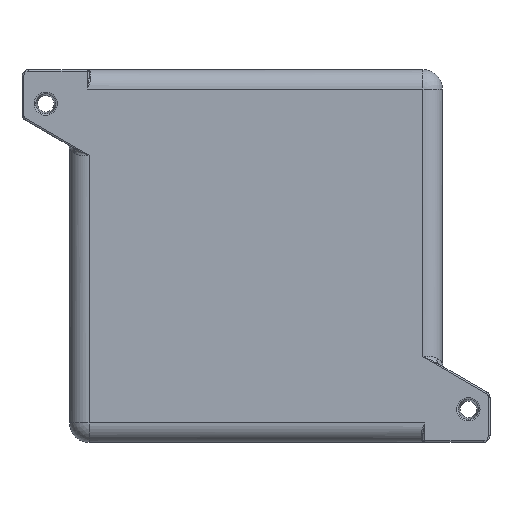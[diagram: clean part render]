
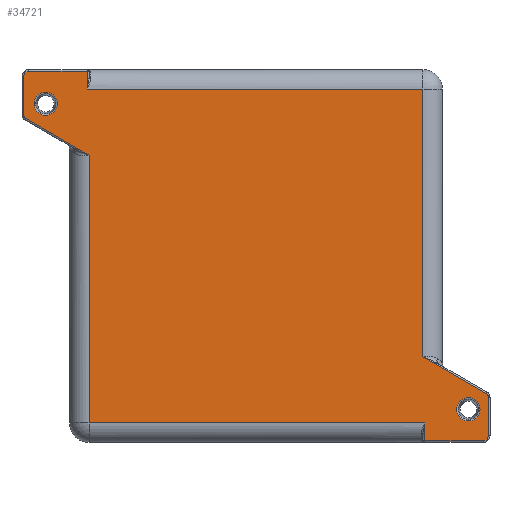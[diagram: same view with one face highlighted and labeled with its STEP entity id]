
A CAD part, front view. The second image highlights one B-rep face of the part: STEP entity #34721.
In plain terms, the highlighted planar face has unit normal (0, -1, 0).
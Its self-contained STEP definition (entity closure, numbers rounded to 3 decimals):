
#2555=LINE('',#49709,#4472);
#2557=LINE('',#49716,#4474);
#2563=LINE('',#49855,#4480);
#2566=LINE('',#49933,#4483);
#2576=LINE('',#50093,#4493);
#2582=LINE('',#50107,#4499);
#2583=LINE('',#50109,#4500);
#2584=LINE('',#50111,#4501);
#2585=LINE('',#50113,#4502);
#2586=LINE('',#50117,#4503);
#2587=LINE('',#50121,#4504);
#2588=LINE('',#50122,#4505);
#4472=VECTOR('',#40568,0.394);
#4474=VECTOR('',#40576,0.394);
#4480=VECTOR('',#40600,0.394);
#4483=VECTOR('',#40629,0.394);
#4493=VECTOR('',#40671,0.394);
#4499=VECTOR('',#40683,0.394);
#4500=VECTOR('',#40684,0.394);
#4501=VECTOR('',#40685,0.394);
#4502=VECTOR('',#40686,0.394);
#4503=VECTOR('',#40689,0.394);
#4504=VECTOR('',#40692,0.394);
#4505=VECTOR('',#40693,0.394);
#6379=PLANE('',#36996);
#7360=FACE_BOUND('',#9998,.T.);
#7361=FACE_BOUND('',#9999,.T.);
#7557=ELLIPSE('',#36972,0.094,0.094);
#7558=ELLIPSE('',#36974,0.094,0.094);
#7564=ELLIPSE('',#36997,0.094,0.094);
#7565=ELLIPSE('',#36998,0.094,0.094);
#7820=FACE_OUTER_BOUND('',#9997,.T.);
#9997=EDGE_LOOP('',(#23726,#23727,#23728,#23729,#23730,#23731,#23732,#23733,
#23734,#23735,#23736,#23737,#23738,#23739,#23740,#23741));
#9998=EDGE_LOOP('',(#23742));
#9999=EDGE_LOOP('',(#23743));
#12304=CIRCLE('',#36999,0.223);
#12305=CIRCLE('',#37000,0.223);
#14401=VERTEX_POINT('',#49611);
#14408=VERTEX_POINT('',#49708);
#14410=VERTEX_POINT('',#49714);
#14420=VERTEX_POINT('',#49833);
#14422=VERTEX_POINT('',#49853);
#14426=VERTEX_POINT('',#49897);
#14427=VERTEX_POINT('',#49899);
#14428=VERTEX_POINT('',#49927);
#14445=VERTEX_POINT('',#50106);
#14446=VERTEX_POINT('',#50108);
#14447=VERTEX_POINT('',#50110);
#14448=VERTEX_POINT('',#50112);
#14449=VERTEX_POINT('',#50114);
#14450=VERTEX_POINT('',#50116);
#14451=VERTEX_POINT('',#50118);
#14452=VERTEX_POINT('',#50120);
#14453=VERTEX_POINT('',#50123);
#14454=VERTEX_POINT('',#50125);
#18026=EDGE_CURVE('',#14401,#14408,#2555,.T.);
#18030=EDGE_CURVE('',#14410,#14401,#2557,.T.);
#18046=EDGE_CURVE('',#14422,#14420,#2563,.T.);
#18053=EDGE_CURVE('',#14426,#14427,#7557,.T.);
#18055=EDGE_CURVE('',#14408,#14428,#7558,.T.);
#18058=EDGE_CURVE('',#14428,#14426,#2566,.T.);
#18081=EDGE_CURVE('',#14427,#14422,#2576,.T.);
#18088=EDGE_CURVE('',#14420,#14445,#2582,.T.);
#18089=EDGE_CURVE('',#14446,#14410,#2583,.T.);
#18090=EDGE_CURVE('',#14447,#14446,#2584,.T.);
#18091=EDGE_CURVE('',#14448,#14447,#2585,.T.);
#18092=EDGE_CURVE('',#14449,#14448,#7564,.T.);
#18093=EDGE_CURVE('',#14450,#14449,#2586,.T.);
#18094=EDGE_CURVE('',#14451,#14450,#7565,.T.);
#18095=EDGE_CURVE('',#14452,#14451,#2587,.T.);
#18096=EDGE_CURVE('',#14445,#14452,#2588,.T.);
#18097=EDGE_CURVE('',#14453,#14453,#12304,.T.);
#18098=EDGE_CURVE('',#14454,#14454,#12305,.T.);
#23726=ORIENTED_EDGE('',*,*,#18088,.F.);
#23727=ORIENTED_EDGE('',*,*,#18046,.F.);
#23728=ORIENTED_EDGE('',*,*,#18081,.F.);
#23729=ORIENTED_EDGE('',*,*,#18053,.F.);
#23730=ORIENTED_EDGE('',*,*,#18058,.F.);
#23731=ORIENTED_EDGE('',*,*,#18055,.F.);
#23732=ORIENTED_EDGE('',*,*,#18026,.F.);
#23733=ORIENTED_EDGE('',*,*,#18030,.F.);
#23734=ORIENTED_EDGE('',*,*,#18089,.F.);
#23735=ORIENTED_EDGE('',*,*,#18090,.F.);
#23736=ORIENTED_EDGE('',*,*,#18091,.F.);
#23737=ORIENTED_EDGE('',*,*,#18092,.F.);
#23738=ORIENTED_EDGE('',*,*,#18093,.F.);
#23739=ORIENTED_EDGE('',*,*,#18094,.F.);
#23740=ORIENTED_EDGE('',*,*,#18095,.F.);
#23741=ORIENTED_EDGE('',*,*,#18096,.F.);
#23742=ORIENTED_EDGE('',*,*,#18097,.F.);
#23743=ORIENTED_EDGE('',*,*,#18098,.F.);
#34721=ADVANCED_FACE('',(#7820,#7360,#7361),#6379,.T.);
#36972=AXIS2_PLACEMENT_3D('',#49900,#40617,#40618);
#36974=AXIS2_PLACEMENT_3D('',#49928,#40621,#40622);
#36996=AXIS2_PLACEMENT_3D('',#50105,#40681,#40682);
#36997=AXIS2_PLACEMENT_3D('',#50115,#40687,#40688);
#36998=AXIS2_PLACEMENT_3D('',#50119,#40690,#40691);
#36999=AXIS2_PLACEMENT_3D('',#50124,#40694,#40695);
#37000=AXIS2_PLACEMENT_3D('',#50126,#40696,#40697);
#40568=DIRECTION('',(-0.866,0.,0.5));
#40576=DIRECTION('',(0.,0.,1.));
#40600=DIRECTION('',(0.,0.,-1.));
#40617=DIRECTION('center_axis',(0.,1.,0.));
#40618=DIRECTION('ref_axis',(-0.707,0.,0.707));
#40621=DIRECTION('center_axis',(0.,1.,0.));
#40622=DIRECTION('ref_axis',(-0.866,0.,-0.5));
#40629=DIRECTION('',(0.,0.,1.));
#40671=DIRECTION('',(1.,0.,0.));
#40681=DIRECTION('center_axis',(0.,-1.,0.));
#40682=DIRECTION('ref_axis',(1.,0.,0.));
#40683=DIRECTION('',(1.,0.,0.));
#40684=DIRECTION('',(-1.,0.,0.));
#40685=DIRECTION('',(0.,0.,1.));
#40686=DIRECTION('',(-1.,0.,0.));
#40687=DIRECTION('center_axis',(0.,1.,0.));
#40688=DIRECTION('ref_axis',(0.707,0.,-0.707));
#40689=DIRECTION('',(0.,0.,-1.));
#40690=DIRECTION('center_axis',(0.,1.,0.));
#40691=DIRECTION('ref_axis',(0.866,0.,0.5));
#40692=DIRECTION('',(0.866,0.,-0.5));
#40693=DIRECTION('',(0.,0.,-1.));
#40694=DIRECTION('center_axis',(0.,-1.,0.));
#40695=DIRECTION('ref_axis',(1.,0.,0.));
#40696=DIRECTION('center_axis',(0.,-1.,0.));
#40697=DIRECTION('ref_axis',(1.,0.,0.));
#49611=CARTESIAN_POINT('',(-3.21,-3.016,1.94));
#49708=CARTESIAN_POINT('',(-4.421,-3.016,2.639));
#49709=CARTESIAN_POINT('',(-2.867,-3.016,1.742));
#49714=CARTESIAN_POINT('',(-3.21,-3.016,-3.21));
#49716=CARTESIAN_POINT('',(-3.21,-3.016,0.));
#49833=CARTESIAN_POINT('',(-3.242,-3.016,3.21));
#49853=CARTESIAN_POINT('',(-3.242,-3.016,3.553));
#49855=CARTESIAN_POINT('',(-3.242,-3.016,1.793));
#49897=CARTESIAN_POINT('',(-4.468,-3.016,3.46));
#49899=CARTESIAN_POINT('',(-4.374,-3.016,3.553));
#49900=CARTESIAN_POINT('Origin',(-4.374,-3.016,3.459));
#49927=CARTESIAN_POINT('',(-4.468,-3.016,2.72));
#49928=CARTESIAN_POINT('Origin',(-4.374,-3.016,2.721));
#49933=CARTESIAN_POINT('',(-4.468,-3.016,1.324));
#50093=CARTESIAN_POINT('',(-3.969,-3.016,3.553));
#50105=CARTESIAN_POINT('Origin',(-3.438,-3.016,0.));
#50106=CARTESIAN_POINT('',(3.21,-3.016,3.21));
#50107=CARTESIAN_POINT('',(-1.719,-3.016,3.21));
#50108=CARTESIAN_POINT('',(3.242,-3.016,-3.21));
#50109=CARTESIAN_POINT('',(-1.719,-3.016,-3.21));
#50110=CARTESIAN_POINT('',(3.242,-3.016,-3.553));
#50111=CARTESIAN_POINT('',(3.242,-3.016,-1.793));
#50112=CARTESIAN_POINT('',(4.374,-3.016,-3.553));
#50113=CARTESIAN_POINT('',(0.531,-3.016,-3.553));
#50114=CARTESIAN_POINT('',(4.468,-3.016,-3.46));
#50115=CARTESIAN_POINT('Origin',(4.374,-3.016,-3.459));
#50116=CARTESIAN_POINT('',(4.468,-3.016,-2.72));
#50117=CARTESIAN_POINT('',(4.468,-3.016,-1.324));
#50118=CARTESIAN_POINT('',(4.421,-3.016,-2.639));
#50119=CARTESIAN_POINT('Origin',(4.374,-3.016,-2.721));
#50120=CARTESIAN_POINT('',(3.21,-3.016,-1.94));
#50121=CARTESIAN_POINT('',(0.289,-3.016,-0.254));
#50122=CARTESIAN_POINT('',(3.21,-3.016,0.));
#50123=CARTESIAN_POINT('',(3.861,-3.016,-2.949));
#50124=CARTESIAN_POINT('Origin',(4.084,-3.016,-2.949));
#50125=CARTESIAN_POINT('',(-4.264,-3.016,2.926));
#50126=CARTESIAN_POINT('Origin',(-4.041,-3.016,2.926));
